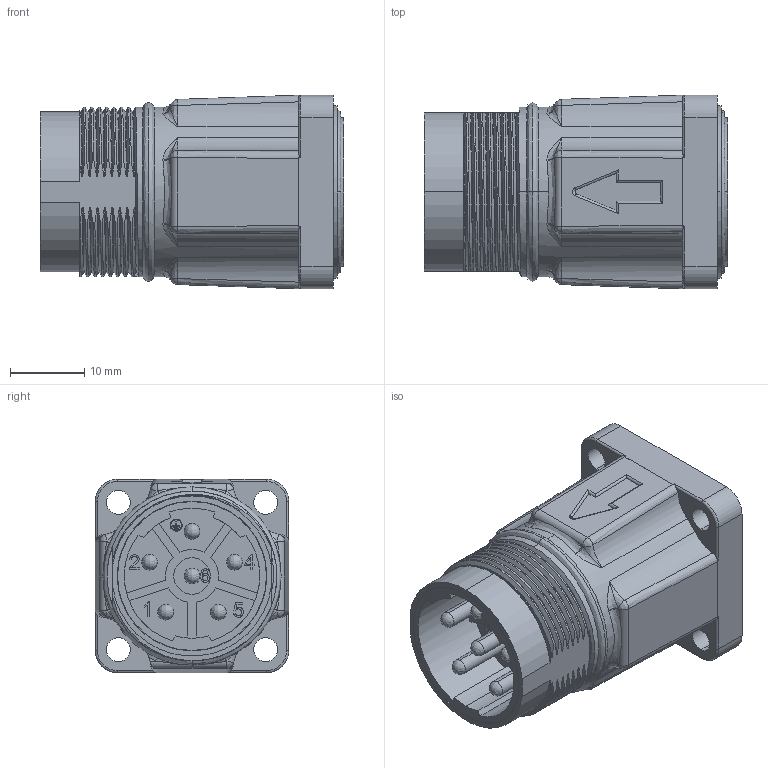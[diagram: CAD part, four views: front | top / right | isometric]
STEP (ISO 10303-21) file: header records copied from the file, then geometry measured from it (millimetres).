
FILE_DESCRIPTION (( 'STEP AP203' ), '1' );
FILE_NAME ('P408.STEP', '2020-04-15T07:28:31', ( 'edpusr' ), ( 'Microsoft' ), 'SwSTEP 2.0', 'SolidWorks 2015', '' );
FILE_SCHEMA (( 'CONFIG_CONTROL_DESIGN' ));
Length unit declared in the file: millimetre
Products named in the file (1): P408
Bounding box: 40.8 x 26 x 26 mm (x, y, z)
Volume: 12432.5 mm3; surface area: 12977.2 mm2
Topology: 1 solids, 9 shells, 463 faces, 1189 edges, 745 vertices
Faces by surface type: cylinder 155, bspline 148, plane 143, cone 17
Entity records: 31362 total; most frequent: CARTESIAN_POINT 21253, ORIENTED_EDGE 2316, DIRECTION 1774, EDGE_CURVE 1158, VERTEX_POINT 745, AXIS2_PLACEMENT_3D 638, EDGE_LOOP 507, LINE 498
